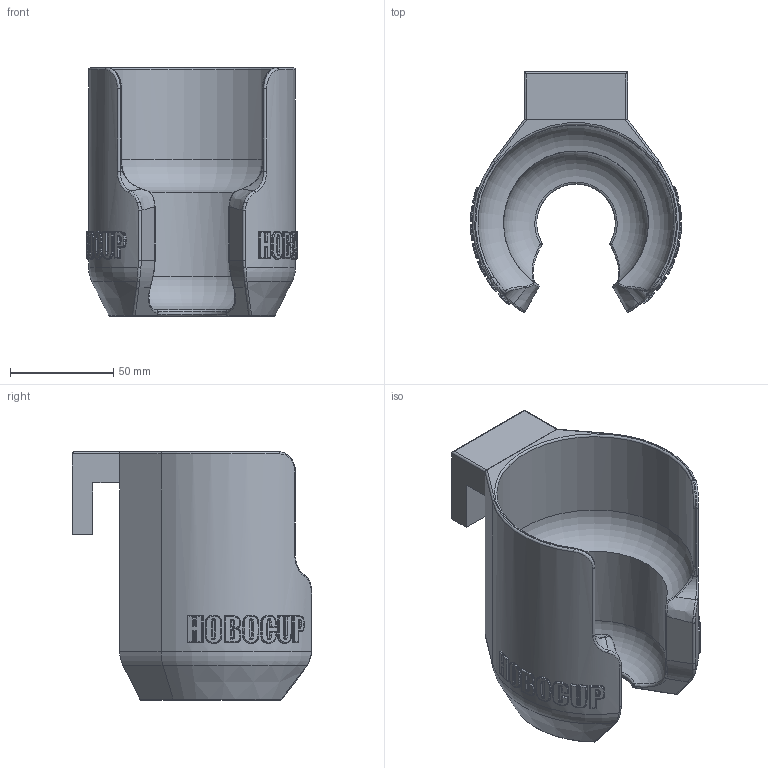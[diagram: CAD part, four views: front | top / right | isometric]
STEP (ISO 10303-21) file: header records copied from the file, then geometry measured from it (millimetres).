
FILE_DESCRIPTION(/* description */ (''),/* implementation_level */ '2;1');
FILE_NAME(/* name */ 'HOBOCUP2 v2 -obj test.step',/* time_stamp */ '2024-04-25T03:45:23-07:00',/* author */ (''),/* organization */ (''),/* preprocessor_version */ 'ST-DEVELOPER v20',/* originating_system */ 'Autodesk Translation Framework v12.20.1.177',/* authorisation */ '');
FILE_SCHEMA (('AUTOMOTIVE_DESIGN { 1 0 10303 214 3 1 1 }'));
Length unit declared in the file: millimetre
Products named in the file (2): HOBOCUP2; Component1
Assembly tree (1 placements, depth 2):
  HOBOCUP2
    Component1
Bounding box: 101.99 x 115.92 x 120 mm (x, y, z)
Volume: 284580.1 mm3; surface area: 69752.9 mm2
Topology: 2 solids, 2 shells, 783 faces, 2081 edges, 1326 vertices
Faces by surface type: bspline 490, cylinder 124, plane 120, torus 41, sphere 6, cone 2
Entity records: 48657 total; most frequent: CARTESIAN_POINT 32668, ORIENTED_EDGE 4162, EDGE_CURVE 2081, DIRECTION 1798, VERTEX_POINT 1326, B_SPLINE_CURVE_WITH_KNOTS 1070, LINE 816, VECTOR 816
